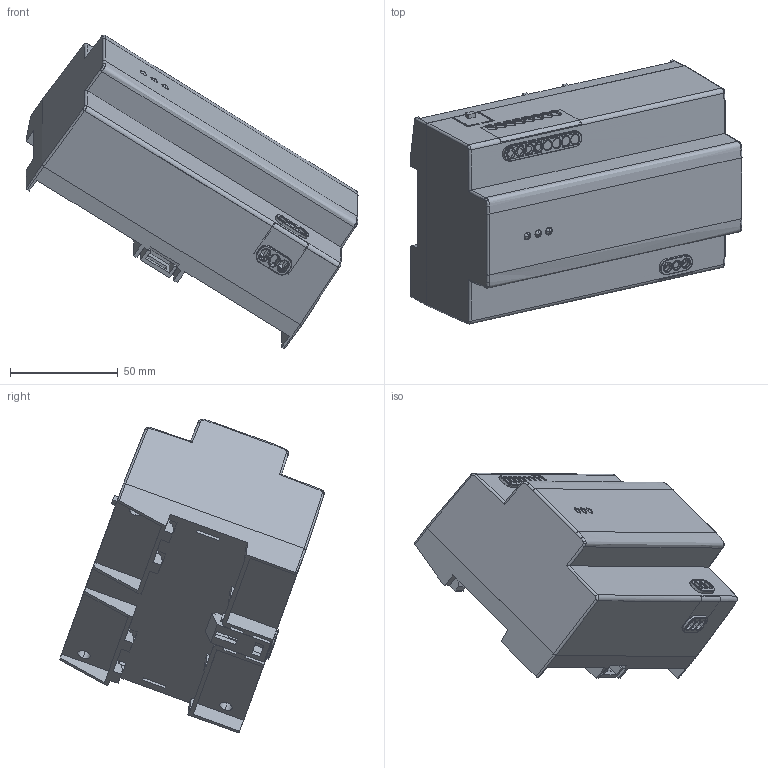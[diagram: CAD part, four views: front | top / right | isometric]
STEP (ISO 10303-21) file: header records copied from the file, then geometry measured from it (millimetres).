
FILE_DESCRIPTION(('CATIA V5 STEP Exchange'),'2;1');
FILE_NAME('VI2F-AMPLI.stp','2024-03-21T10:25:10+00:00',('none'),('none'),'CATIA Version 5-6 Release 2016 SP6','CATIA V5 STEP AP203','none');
FILE_SCHEMA(('CONFIG_CONTROL_DESIGN'));
Products named in the file (1): VI2F-AMPLI
Assembly tree (2 placements, depth 2):
  VI2F-AMPLI
    #57
    #156554
Bounding box: 153.81 x 122.46 x 145.26 mm (x, y, z)
Volume: 438189.9 mm3; surface area: 450226.4 mm2
Topology: 55 solids, 82 shells, 4047 faces, 10787 edges, 6970 vertices
Faces by surface type: plane 2676, cylinder 938, bspline 271, cone 106, extrusion 24, sphere 16, torus 16
Entity records: 156525 total; most frequent: CARTESIAN_POINT 60550, ORIENTED_EDGE 21506, DIRECTION 16242, EDGE_CURVE 10753, VECTOR 7705, LINE 7681, VERTEX_POINT 6966, AXIS2_PLACEMENT_3D 4789
